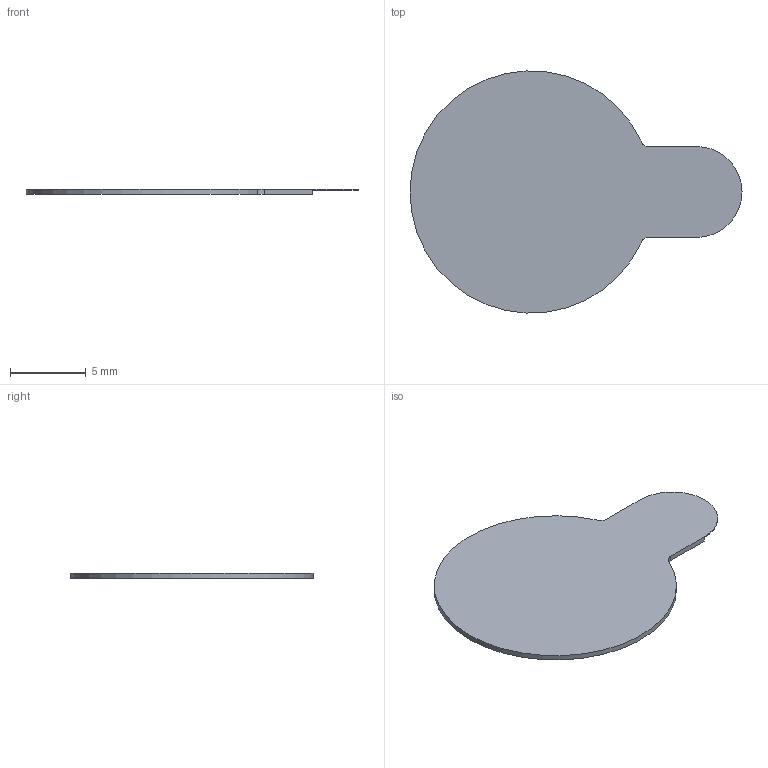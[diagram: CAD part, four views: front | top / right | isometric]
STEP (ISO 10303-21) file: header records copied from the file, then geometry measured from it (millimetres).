
FILE_DESCRIPTION (( 'STEP AP214' ), '1' );
FILE_NAME ('FXC.16.A.dg_Web.STEP', '2024-07-30T11:33:14', ( '' ), ( '' ), 'SwSTEP 2.0', 'SolidWorks 2022', '' );
FILE_SCHEMA (( 'AUTOMOTIVE_DESIGN' ));
Length unit declared in the file: millimetre
Products named in the file (1): FXC.16.A.dg_Web
Bounding box: 21.92 x 15.99 x 0.37 mm (x, y, z)
Volume: 78.2 mm3; surface area: 490.1 mm2
Topology: 1 solids, 1 shells, 311 faces, 838 edges, 558 vertices
Faces by surface type: plane 190, bspline 116, cylinder 5
Entity records: 15443 total; most frequent: CARTESIAN_POINT 4984, ORIENTED_EDGE 1676, DIRECTION 1008, EDGE_CURVE 838, VECTOR 596, LINE 596, VERTEX_POINT 558, EDGE_LOOP 340
